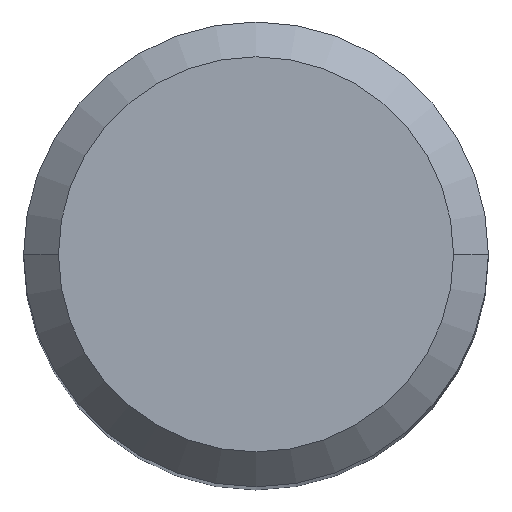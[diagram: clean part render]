
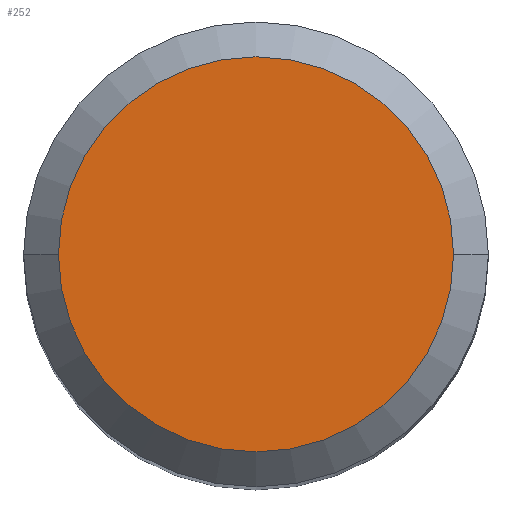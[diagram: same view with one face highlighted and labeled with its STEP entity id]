
A CAD part, top view. The second image highlights one B-rep face of the part: STEP entity #252.
In plain terms, the highlighted planar face has unit normal (0, 0, 1).
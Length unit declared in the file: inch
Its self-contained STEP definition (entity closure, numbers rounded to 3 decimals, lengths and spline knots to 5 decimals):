
#62 = VERTEX_POINT ( 'NONE', #70 ) ;
#70 = CARTESIAN_POINT ( 'NONE',  ( -0.16732, 0., 0. ) ) ;
#85 = DIRECTION ( 'NONE',  ( -1., 0., 0. ) ) ;
#115 = CARTESIAN_POINT ( 'NONE',  ( 0., 0., 0. ) ) ;
#140 = DIRECTION ( 'NONE',  ( 1., 0., 0. ) ) ;
#163 = AXIS2_PLACEMENT_3D ( 'NONE', #306, #390, #140 ) ;
#167 = CARTESIAN_POINT ( 'NONE',  ( 0.16732, 0., 0. ) ) ;
#194 = CIRCLE ( 'NONE', #348, 0.16732 ) ;
#197 = DIRECTION ( 'NONE',  ( 0., 0., 1. ) ) ;
#220 = EDGE_LOOP ( 'NONE', ( #426, #233 ) ) ;
#225 = FACE_OUTER_BOUND ( 'NONE', #220, .T. ) ;
#233 = ORIENTED_EDGE ( 'NONE', *, *, #410, .T. ) ;
#252 = ADVANCED_FACE ( 'NONE', ( #225 ), #379, .F. ) ;
#260 = DIRECTION ( 'NONE',  ( 0., 0., -1. ) ) ;
#280 = CARTESIAN_POINT ( 'NONE',  ( 0., 0., 0. ) ) ;
#306 = CARTESIAN_POINT ( 'NONE',  ( 0., 0., 0. ) ) ;
#346 = AXIS2_PLACEMENT_3D ( 'NONE', #115, #260, #85 ) ;
#348 = AXIS2_PLACEMENT_3D ( 'NONE', #280, #197, #436 ) ;
#352 = VERTEX_POINT ( 'NONE', #167 ) ;
#379 = PLANE ( 'NONE',  #346 ) ;
#390 = DIRECTION ( 'NONE',  ( 0., 0., 1. ) ) ;
#410 = EDGE_CURVE ( 'NONE', #352, #62, #491, .T. ) ;
#426 = ORIENTED_EDGE ( 'NONE', *, *, #429, .T. ) ;
#429 = EDGE_CURVE ( 'NONE', #62, #352, #194, .T. ) ;
#436 = DIRECTION ( 'NONE',  ( 1., 0., 0. ) ) ;
#491 = CIRCLE ( 'NONE', #163, 0.16732 ) ;
